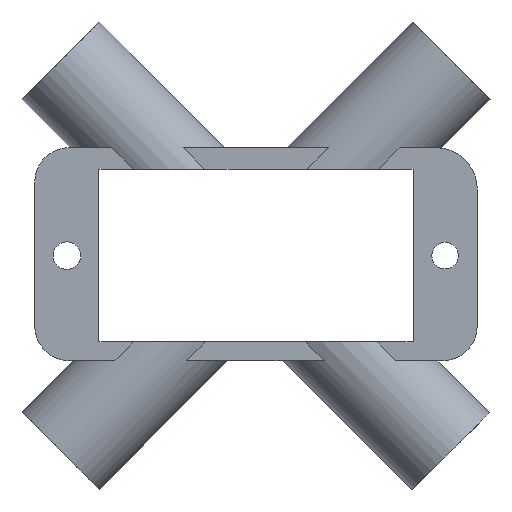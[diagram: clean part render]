
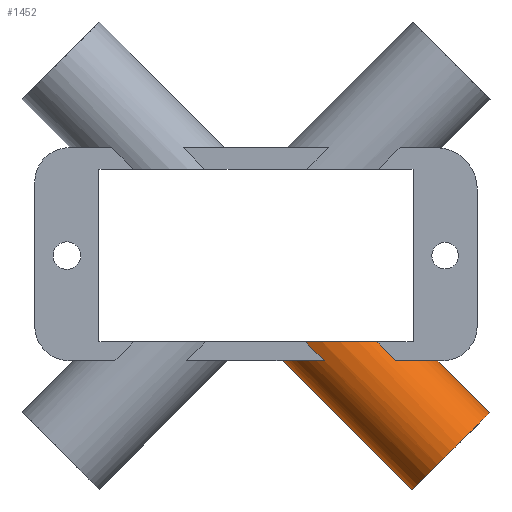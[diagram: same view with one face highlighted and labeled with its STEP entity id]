
A CAD part, left-side view. The second image highlights one B-rep face of the part: STEP entity #1452.
In plain terms, the highlighted cylindrical face has radius 3.95 mm (diameter 7.9 mm), a partial arc.
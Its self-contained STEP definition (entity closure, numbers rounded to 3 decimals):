
#3 = CARTESIAN_POINT ( 'NONE',  ( -3.5, -16.322, -1.36 ) ) ;
#15 = CARTESIAN_POINT ( 'NONE',  ( -2.8, -23.383, -1.36 ) ) ;
#19 = CARTESIAN_POINT ( 'NONE',  ( 0., -0.016, 23.169 ) ) ;
#24 = CARTESIAN_POINT ( 'NONE',  ( -3.5, -21.494, -1.36 ) ) ;
#125 = CARTESIAN_POINT ( 'NONE',  ( 0., -25.471, -7.939 ) ) ;
#130 = CARTESIAN_POINT ( 'NONE',  ( -1.509, -13.328, -1.36 ) ) ;
#193 = CARTESIAN_POINT ( 'NONE',  ( -3.5, 4.076, 19.086 ) ) ;
#224 = ORIENTED_EDGE ( 'NONE', *, *, #1126, .F. ) ;
#250 = CARTESIAN_POINT ( 'NONE',  ( 0., -13.328, -1.36 ) ) ;
#252 = VERTEX_POINT ( 'NONE', #1317 ) ;
#254 = DIRECTION ( 'NONE',  ( 0., -0.706, -0.708 ) ) ;
#271 = ORIENTED_EDGE ( 'NONE', *, *, #1036, .T. ) ;
#323 = EDGE_CURVE ( 'NONE', #1301, #1132, #1017, .T. ) ;
#362 = ORIENTED_EDGE ( 'NONE', *, *, #1002, .F. ) ;
#372 = CARTESIAN_POINT ( 'NONE',  ( 0., 2.78, 20.379 ) ) ;
#375 = VERTEX_POINT ( 'NONE', #614 ) ;
#389 = CIRCLE ( 'NONE', #1101, 3.95 ) ;
#405 = VERTEX_POINT ( 'NONE', #677 ) ;
#438 = CARTESIAN_POINT ( 'NONE',  ( 0., -24.488, -1.36 ) ) ;
#487 = VECTOR ( 'NONE', #1468, 1000. ) ;
#520 = DIRECTION ( 'NONE',  ( 0., -0.706, -0.708 ) ) ;
#569 = CARTESIAN_POINT ( 'NONE',  ( -1.509, -24.488, -1.36 ) ) ;
#608 = ORIENTED_EDGE ( 'NONE', *, *, #1299, .T. ) ;
#614 = CARTESIAN_POINT ( 'NONE',  ( 0., -13.328, -1.36 ) ) ;
#643 = VERTEX_POINT ( 'NONE', #740 ) ;
#657 = FACE_OUTER_BOUND ( 'NONE', #917, .T. ) ;
#662 = ORIENTED_EDGE ( 'NONE', *, *, #323, .F. ) ;
#677 = CARTESIAN_POINT ( 'NONE',  ( 0., -28.267, -5.149 ) ) ;
#678 = DIRECTION ( 'NONE',  ( 0., 0.708, -0.706 ) ) ;
#740 = CARTESIAN_POINT ( 'NONE',  ( 0., -22.674, -10.728 ) ) ;
#835 = DIRECTION ( 'NONE',  ( 0., -0.706, -0.708 ) ) ;
#893 = DIRECTION ( 'NONE',  ( 0., -0.706, -0.708 ) ) ;
#917 = EDGE_LOOP ( 'NONE', ( #362, #1588, #608, #662, #1797, #224, #271, #1357 ) ) ;
#930 = VERTEX_POINT ( 'NONE', #1395 ) ;
#953 = DIRECTION ( 'NONE',  ( 0., -0.706, -0.708 ) ) ;
#971 = LINE ( 'NONE', #1545, #1709 ) ;
#1002 = EDGE_CURVE ( 'NONE', #930, #405, #1687, .T. ) ;
#1017 =( BOUNDED_CURVE ( )  B_SPLINE_CURVE ( 3, ( #1459, #1172, #1158, #1291 ),
 .UNSPECIFIED., .F., .F. ) 
 B_SPLINE_CURVE_WITH_KNOTS ( ( 4, 4 ),
 ( 4.23, 5.194 ),
 .UNSPECIFIED. ) 
 CURVE ( )  GEOMETRIC_REPRESENTATION_ITEM ( )  RATIONAL_B_SPLINE_CURVE ( ( 1., 0.924, 0.924, 1. ) ) 
 REPRESENTATION_ITEM ( '' )  );
#1036 = EDGE_CURVE ( 'NONE', #375, #643, #971, .T. ) ;
#1101 = AXIS2_PLACEMENT_3D ( 'NONE', #125, #254, #1533 ) ;
#1115 = CARTESIAN_POINT ( 'NONE',  ( -3.5, -16.322, -1.36 ) ) ;
#1126 = EDGE_CURVE ( 'NONE', #375, #1165, #1134, .T. ) ;
#1132 = VERTEX_POINT ( 'NONE', #1683 ) ;
#1134 =( BOUNDED_CURVE ( )  B_SPLINE_CURVE ( 3, ( #250, #130, #1821, #1115 ),
 .UNSPECIFIED., .F., .T. ) 
 B_SPLINE_CURVE_WITH_KNOTS ( ( 4, 4 ),
 ( 3.142, 4.23 ),
 .UNSPECIFIED. ) 
 CURVE ( )  GEOMETRIC_REPRESENTATION_ITEM ( )  RATIONAL_B_SPLINE_CURVE ( ( 1., 0.904, 0.904, 1. ) ) 
 REPRESENTATION_ITEM ( '' )  );
#1147 =( BOUNDED_CURVE ( )  B_SPLINE_CURVE ( 3, ( #24, #15, #569, #438 ),
 .UNSPECIFIED., .F., .T. ) 
 B_SPLINE_CURVE_WITH_KNOTS ( ( 4, 4 ),
 ( 5.194, 6.283 ),
 .UNSPECIFIED. ) 
 CURVE ( )  GEOMETRIC_REPRESENTATION_ITEM ( )  RATIONAL_B_SPLINE_CURVE ( ( 1., 0.904, 0.904, 1. ) ) 
 REPRESENTATION_ITEM ( '' )  );
#1158 = CARTESIAN_POINT ( 'NONE',  ( -4.112, -18.484, 0. ) ) ;
#1165 = VERTEX_POINT ( 'NONE', #3 ) ;
#1172 = CARTESIAN_POINT ( 'NONE',  ( -4.112, -16.618, 0. ) ) ;
#1176 = EDGE_CURVE ( 'NONE', #252, #930, #1147, .T. ) ;
#1180 = LINE ( 'NONE', #1492, #487 ) ;
#1202 = CARTESIAN_POINT ( 'NONE',  ( -3.5, -14.964, 0. ) ) ;
#1291 = CARTESIAN_POINT ( 'NONE',  ( -3.5, -20.137, 0. ) ) ;
#1299 = EDGE_CURVE ( 'NONE', #252, #1132, #1180, .T. ) ;
#1301 = VERTEX_POINT ( 'NONE', #1202 ) ;
#1317 = CARTESIAN_POINT ( 'NONE',  ( -3.5, -21.494, -1.36 ) ) ;
#1357 = ORIENTED_EDGE ( 'NONE', *, *, #1799, .F. ) ;
#1395 = CARTESIAN_POINT ( 'NONE',  ( 0., -24.488, -1.36 ) ) ;
#1452 = ADVANCED_FACE ( 'NONE', ( #657 ), #1820, .T. ) ;
#1459 = CARTESIAN_POINT ( 'NONE',  ( -3.5, -14.964, 0. ) ) ;
#1468 = DIRECTION ( 'NONE',  ( 0., 0.706, 0.708 ) ) ;
#1492 = CARTESIAN_POINT ( 'NONE',  ( -3.5, 1.484, 21.672 ) ) ;
#1500 = VECTOR ( 'NONE', #835, 1000. ) ;
#1526 = AXIS2_PLACEMENT_3D ( 'NONE', #372, #520, #678 ) ;
#1533 = DIRECTION ( 'NONE',  ( 0., 0.708, -0.706 ) ) ;
#1545 = CARTESIAN_POINT ( 'NONE',  ( 0., 5.577, 17.589 ) ) ;
#1574 = VECTOR ( 'NONE', #893, 1000. ) ;
#1588 = ORIENTED_EDGE ( 'NONE', *, *, #1176, .F. ) ;
#1683 = CARTESIAN_POINT ( 'NONE',  ( -3.5, -20.137, 0. ) ) ;
#1687 = LINE ( 'NONE', #19, #1500 ) ;
#1709 = VECTOR ( 'NONE', #953, 1000. ) ;
#1754 = LINE ( 'NONE', #193, #1574 ) ;
#1768 = EDGE_CURVE ( 'NONE', #1301, #1165, #1754, .T. ) ;
#1797 = ORIENTED_EDGE ( 'NONE', *, *, #1768, .T. ) ;
#1799 = EDGE_CURVE ( 'NONE', #405, #643, #389, .T. ) ;
#1820 = CYLINDRICAL_SURFACE ( 'NONE', #1526, 3.95 ) ;
#1821 = CARTESIAN_POINT ( 'NONE',  ( -2.8, -14.433, -1.36 ) ) ;
